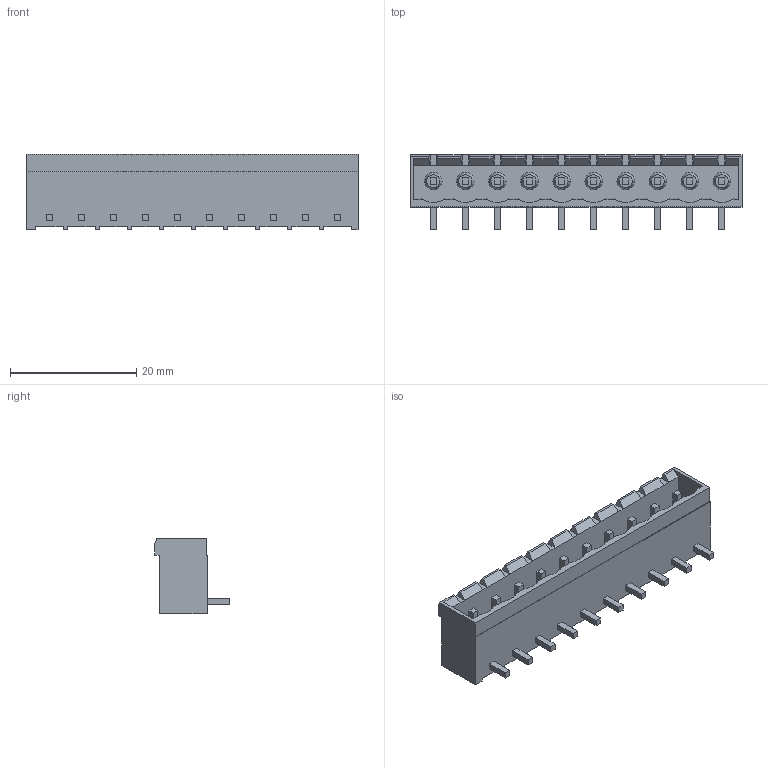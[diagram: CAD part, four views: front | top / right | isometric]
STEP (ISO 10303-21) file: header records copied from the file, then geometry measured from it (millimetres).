
FILE_DESCRIPTION((''),'2;1');
FILE_NAME('C-1-796638-0','2009-01-13T',('workeradm'),('Tyco Electronics Corporation'),'PRO/ENGINEER BY PARAMETRIC TECHNOLOGY CORPORATION, 2005450','PRO/ENGINEER BY PARAMETRIC TECHNOLOGY CORPORATION, 2005450','');
FILE_SCHEMA(('CONFIG_CONTROL_DESIGN', 'GEOMETRIC_VALIDATION_PROPERTIES_MIM'));
Length unit declared in the file: millimetre
Products named in the file (1): C-1-796638-0
Bounding box: 52.62 x 11.85 x 12 mm (x, y, z)
Volume: 2375.5 mm3; surface area: 3732 mm2
Topology: 1 solids, 1 shells, 277 faces, 695 edges, 450 vertices
Faces by surface type: plane 247, cone 20, cylinder 10
Entity records: 8258 total; most frequent: CARTESIAN_POINT 1483, ORIENTED_EDGE 1390, DIRECTION 1289, EDGE_CURVE 695, VECTOR 615, LINE 615, VERTEX_POINT 450, AXIS2_PLACEMENT_3D 337
